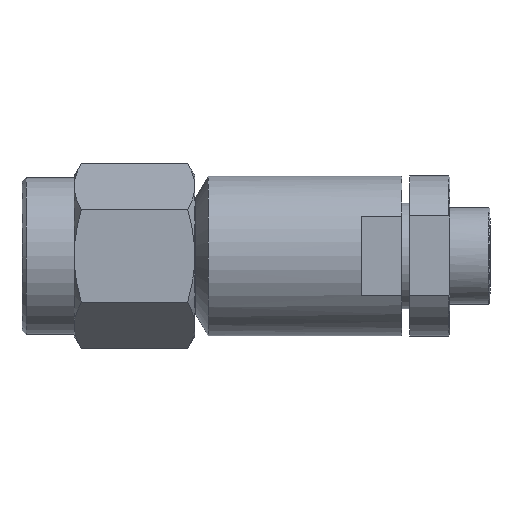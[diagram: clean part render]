
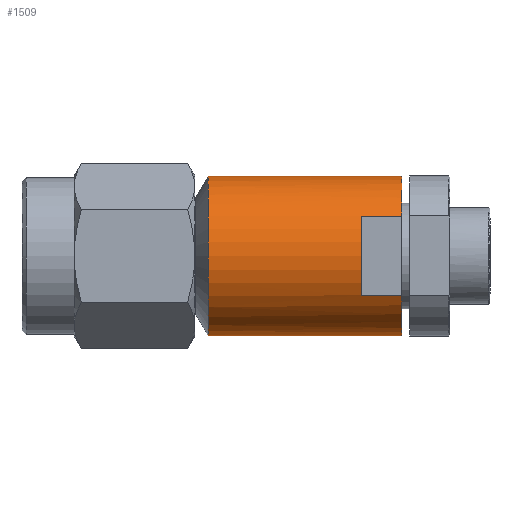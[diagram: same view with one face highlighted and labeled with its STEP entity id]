
A CAD part, top view. The second image highlights one B-rep face of the part: STEP entity #1509.
In plain terms, the highlighted cylindrical face has radius 3.98 mm (diameter 7.96 mm), a partial arc.
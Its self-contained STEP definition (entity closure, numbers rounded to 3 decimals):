
#1 = EDGE_LOOP ( 'NONE', ( #1225, #768, #1672, #515, #1742, #444, #1462, #1541 ) ) ;
#8 = DIRECTION ( 'NONE',  ( 1., 0., 0. ) ) ;
#52 = DIRECTION ( 'NONE',  ( 0., 1., 0. ) ) ;
#117 = VERTEX_POINT ( 'NONE', #264 ) ;
#148 = CARTESIAN_POINT ( 'NONE',  ( 18.9, -3.98, 0. ) ) ;
#178 = AXIS2_PLACEMENT_3D ( 'NONE', #311, #2245, #1869 ) ;
#196 = DIRECTION ( 'NONE',  ( 0., -0.494, 0.869 ) ) ;
#198 = AXIS2_PLACEMENT_3D ( 'NONE', #2120, #1147, #1930 ) ;
#211 = VERTEX_POINT ( 'NONE', #1665 ) ;
#224 = LINE ( 'NONE', #2203, #671 ) ;
#264 = CARTESIAN_POINT ( 'NONE',  ( 18.9, 1.967, 3.46 ) ) ;
#311 = CARTESIAN_POINT ( 'NONE',  ( -1.165, 0., 0. ) ) ;
#333 = VERTEX_POINT ( 'NONE', #922 ) ;
#352 = DIRECTION ( 'NONE',  ( -1., 0., 0. ) ) ;
#444 = ORIENTED_EDGE ( 'NONE', *, *, #795, .F. ) ;
#465 = AXIS2_PLACEMENT_3D ( 'NONE', #969, #1753, #1931 ) ;
#477 = DIRECTION ( 'NONE',  ( 1., 0., 0. ) ) ;
#515 = ORIENTED_EDGE ( 'NONE', *, *, #1389, .T. ) ;
#535 = CIRCLE ( 'NONE', #198, 3.98 ) ;
#671 = VECTOR ( 'NONE', #1233, 1000. ) ;
#717 = VERTEX_POINT ( 'NONE', #1492 ) ;
#727 = CARTESIAN_POINT ( 'NONE',  ( 9.274, 3.98, 0. ) ) ;
#755 = LINE ( 'NONE', #1752, #1298 ) ;
#758 = VERTEX_POINT ( 'NONE', #1315 ) ;
#759 = DIRECTION ( 'NONE',  ( 1., 0., 0. ) ) ;
#768 = ORIENTED_EDGE ( 'NONE', *, *, #879, .F. ) ;
#795 = EDGE_CURVE ( 'NONE', #333, #1046, #1412, .T. ) ;
#811 = EDGE_CURVE ( 'NONE', #2137, #1501, #755, .T. ) ;
#837 = CARTESIAN_POINT ( 'NONE',  ( 9.274, 0., 0. ) ) ;
#879 = EDGE_CURVE ( 'NONE', #2137, #117, #535, .T. ) ;
#922 = CARTESIAN_POINT ( 'NONE',  ( 18.9, -1.967, 3.46 ) ) ;
#964 = AXIS2_PLACEMENT_3D ( 'NONE', #1160, #8, #196 ) ;
#969 = CARTESIAN_POINT ( 'NONE',  ( 16.9, 0., 0. ) ) ;
#982 = CIRCLE ( 'NONE', #465, 3.98 ) ;
#1046 = VERTEX_POINT ( 'NONE', #1466 ) ;
#1130 = CARTESIAN_POINT ( 'NONE',  ( 16.9, 1.967, 3.46 ) ) ;
#1147 = DIRECTION ( 'NONE',  ( 1., 0., 0. ) ) ;
#1160 = CARTESIAN_POINT ( 'NONE',  ( 18.9, 0., 0. ) ) ;
#1225 = ORIENTED_EDGE ( 'NONE', *, *, #1669, .T. ) ;
#1233 = DIRECTION ( 'NONE',  ( 1., 0., 0. ) ) ;
#1298 = VECTOR ( 'NONE', #352, 1000. ) ;
#1314 = AXIS2_PLACEMENT_3D ( 'NONE', #837, #477, #52 ) ;
#1315 = CARTESIAN_POINT ( 'NONE',  ( 16.9, -1.967, 3.46 ) ) ;
#1389 = EDGE_CURVE ( 'NONE', #1501, #717, #1598, .T. ) ;
#1412 = CIRCLE ( 'NONE', #964, 3.98 ) ;
#1448 = LINE ( 'NONE', #148, #2056 ) ;
#1462 = ORIENTED_EDGE ( 'NONE', *, *, #1760, .F. ) ;
#1466 = CARTESIAN_POINT ( 'NONE',  ( 18.9, -3.98, 0. ) ) ;
#1484 = CARTESIAN_POINT ( 'NONE',  ( 18.9, 3.98, 0. ) ) ;
#1492 = CARTESIAN_POINT ( 'NONE',  ( 9.274, -3.98, 0. ) ) ;
#1497 = DIRECTION ( 'NONE',  ( -1., 0., 0. ) ) ;
#1501 = VERTEX_POINT ( 'NONE', #727 ) ;
#1509 = ADVANCED_FACE ( 'NONE', ( #2271 ), #1891, .T. ) ;
#1520 = EDGE_CURVE ( 'NONE', #1046, #717, #1448, .T. ) ;
#1541 = ORIENTED_EDGE ( 'NONE', *, *, #2332, .F. ) ;
#1598 = CIRCLE ( 'NONE', #1314, 3.98 ) ;
#1665 = CARTESIAN_POINT ( 'NONE',  ( 16.9, 1.967, 3.46 ) ) ;
#1669 = EDGE_CURVE ( 'NONE', #211, #117, #2113, .T. ) ;
#1672 = ORIENTED_EDGE ( 'NONE', *, *, #811, .T. ) ;
#1742 = ORIENTED_EDGE ( 'NONE', *, *, #1520, .F. ) ;
#1752 = CARTESIAN_POINT ( 'NONE',  ( 18.9, 3.98, 0. ) ) ;
#1753 = DIRECTION ( 'NONE',  ( 1., 0., 0. ) ) ;
#1760 = EDGE_CURVE ( 'NONE', #758, #333, #224, .T. ) ;
#1869 = DIRECTION ( 'NONE',  ( 0., -1., 0. ) ) ;
#1891 = CYLINDRICAL_SURFACE ( 'NONE', #178, 3.98 ) ;
#1930 = DIRECTION ( 'NONE',  ( 0., 1., 0. ) ) ;
#1931 = DIRECTION ( 'NONE',  ( 0., 0.494, 0.869 ) ) ;
#2056 = VECTOR ( 'NONE', #1497, 1000. ) ;
#2113 = LINE ( 'NONE', #1130, #2130 ) ;
#2120 = CARTESIAN_POINT ( 'NONE',  ( 18.9, 0., 0. ) ) ;
#2130 = VECTOR ( 'NONE', #759, 1000. ) ;
#2137 = VERTEX_POINT ( 'NONE', #1484 ) ;
#2203 = CARTESIAN_POINT ( 'NONE',  ( 16.9, -1.967, 3.46 ) ) ;
#2245 = DIRECTION ( 'NONE',  ( 1., 0., 0. ) ) ;
#2271 = FACE_OUTER_BOUND ( 'NONE', #1, .T. ) ;
#2332 = EDGE_CURVE ( 'NONE', #211, #758, #982, .T. ) ;
